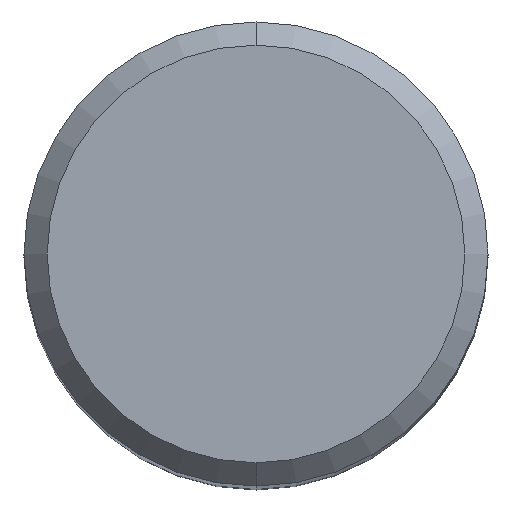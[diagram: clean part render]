
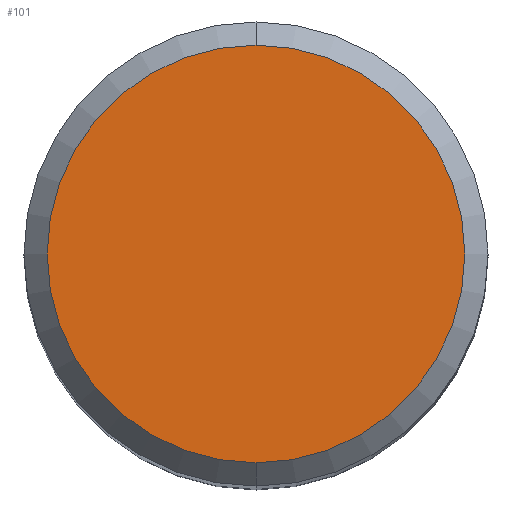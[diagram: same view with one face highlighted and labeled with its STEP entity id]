
A CAD part, top view. The second image highlights one B-rep face of the part: STEP entity #101.
In plain terms, the highlighted planar face has unit normal (0, 0, 1).
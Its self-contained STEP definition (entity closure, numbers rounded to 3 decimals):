
#99=EDGE_CURVE('',#131,#163,#250,.T.);
#101=ADVANCED_FACE('',(#252),#253,.T.);
#131=VERTEX_POINT('',#289);
#163=VERTEX_POINT('',#322);
#189=EDGE_CURVE('',#163,#131,#352,.T.);
#250=CIRCLE('',#411,5.4);
#252=FACE_OUTER_BOUND('',#413,.T.);
#253=PLANE('',#414);
#289=CARTESIAN_POINT('',(0.,-5.4,0.));
#322=CARTESIAN_POINT('',(0.0,5.4,0.));
#352=CIRCLE('',#542,5.4);
#411=AXIS2_PLACEMENT_3D('',#601,#602,#603);
#413=EDGE_LOOP('',(#605,#606));
#414=AXIS2_PLACEMENT_3D('',#607,#608,#609);
#542=AXIS2_PLACEMENT_3D('',#738,#739,#740);
#601=CARTESIAN_POINT('',(0.0,0.0,0.));
#602=DIRECTION('',(0.0,0.0,-1.0));
#603=DIRECTION('',(0.0,1.0,0.0));
#605=ORIENTED_EDGE('',*,*,#189,.F.);
#606=ORIENTED_EDGE('',*,*,#99,.F.);
#607=CARTESIAN_POINT('',(0.0,2.7,0.));
#608=DIRECTION('',(-0.0,0.0,1.0));
#609=DIRECTION('',(0.0,-1.0,0.0));
#738=CARTESIAN_POINT('',(0.0,0.0,0.));
#739=DIRECTION('',(0.0,0.0,-1.0));
#740=DIRECTION('',(0.0,1.0,0.0));
